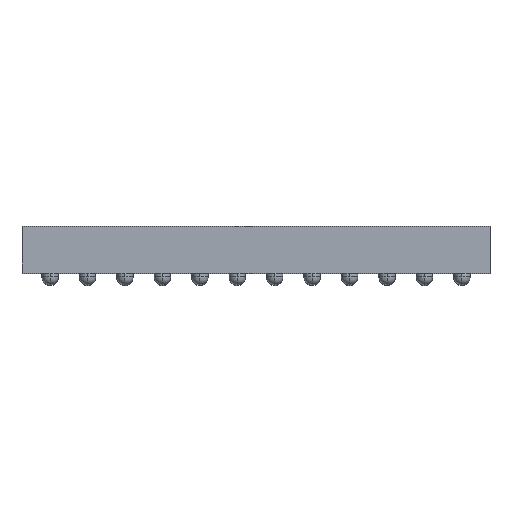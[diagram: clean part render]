
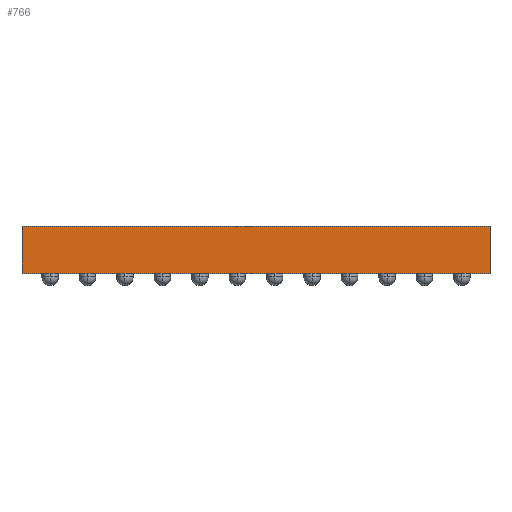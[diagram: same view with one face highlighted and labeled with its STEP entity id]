
A CAD part, top view. The second image highlights one B-rep face of the part: STEP entity #766.
In plain terms, the highlighted planar face has unit normal (0, 0, 1).
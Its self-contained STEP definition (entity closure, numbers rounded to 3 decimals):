
#308 = DIRECTION ( 'NONE',  ( -1., 0., 0. ) ) ;
#599 = AXIS2_PLACEMENT_3D ( 'NONE', #6382, #15317, #308 ) ;
#766 = ADVANCED_FACE ( 'NONE', ( #12010 ), #18213, .F. ) ;
#1155 = EDGE_LOOP ( 'NONE', ( #14262, #8440, #17448, #10476 ) ) ;
#1207 = CARTESIAN_POINT ( 'NONE',  ( 5., 1., 5. ) ) ;
#1964 = CARTESIAN_POINT ( 'NONE',  ( -5., 1., 5. ) ) ;
#1967 = VECTOR ( 'NONE', #2532, 1000. ) ;
#2532 = DIRECTION ( 'NONE',  ( 0., -1., 0. ) ) ;
#2988 = EDGE_CURVE ( 'NONE', #6099, #5101, #17981, .T. ) ;
#3522 = LINE ( 'NONE', #1964, #18947 ) ;
#5101 = VERTEX_POINT ( 'NONE', #17874 ) ;
#5627 = VECTOR ( 'NONE', #13098, 1000. ) ;
#6006 = LINE ( 'NONE', #8477, #1967 ) ;
#6099 = VERTEX_POINT ( 'NONE', #17961 ) ;
#6382 = CARTESIAN_POINT ( 'NONE',  ( -5., 1., 5. ) ) ;
#8440 = ORIENTED_EDGE ( 'NONE', *, *, #16722, .F. ) ;
#8477 = CARTESIAN_POINT ( 'NONE',  ( 5., 1., 5. ) ) ;
#8781 = CARTESIAN_POINT ( 'NONE',  ( -5., 0., 5. ) ) ;
#8881 = VERTEX_POINT ( 'NONE', #10253 ) ;
#10253 = CARTESIAN_POINT ( 'NONE',  ( -5., 1., 5. ) ) ;
#10476 = ORIENTED_EDGE ( 'NONE', *, *, #13904, .T. ) ;
#12010 = FACE_OUTER_BOUND ( 'NONE', #1155, .T. ) ;
#12535 = VECTOR ( 'NONE', #19124, 1000. ) ;
#13098 = DIRECTION ( 'NONE',  ( 1., 0., 0. ) ) ;
#13901 = DIRECTION ( 'NONE',  ( 0., -1., 0. ) ) ;
#13904 = EDGE_CURVE ( 'NONE', #8881, #6099, #3522, .T. ) ;
#14262 = ORIENTED_EDGE ( 'NONE', *, *, #2988, .T. ) ;
#14688 = CARTESIAN_POINT ( 'NONE',  ( -5., 1., 5. ) ) ;
#15317 = DIRECTION ( 'NONE',  ( 0., 0., -1. ) ) ;
#16722 = EDGE_CURVE ( 'NONE', #19407, #5101, #6006, .T. ) ;
#16777 = EDGE_CURVE ( 'NONE', #8881, #19407, #16959, .T. ) ;
#16959 = LINE ( 'NONE', #14688, #12535 ) ;
#17448 = ORIENTED_EDGE ( 'NONE', *, *, #16777, .F. ) ;
#17874 = CARTESIAN_POINT ( 'NONE',  ( 5., 0., 5. ) ) ;
#17961 = CARTESIAN_POINT ( 'NONE',  ( -5., 0., 5. ) ) ;
#17981 = LINE ( 'NONE', #8781, #5627 ) ;
#18213 = PLANE ( 'NONE',  #599 ) ;
#18947 = VECTOR ( 'NONE', #13901, 1000. ) ;
#19124 = DIRECTION ( 'NONE',  ( 1., 0., 0. ) ) ;
#19407 = VERTEX_POINT ( 'NONE', #1207 ) ;
